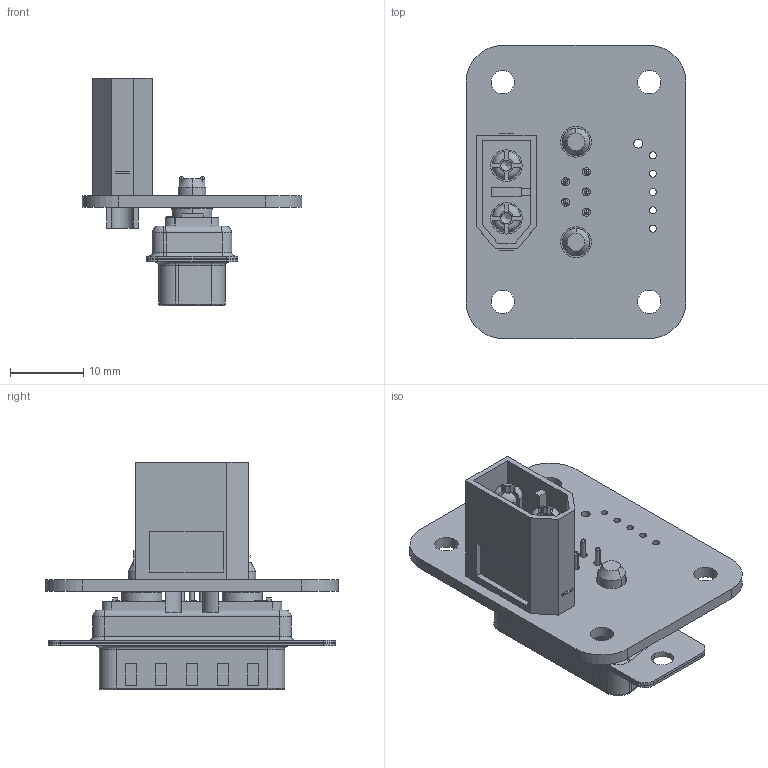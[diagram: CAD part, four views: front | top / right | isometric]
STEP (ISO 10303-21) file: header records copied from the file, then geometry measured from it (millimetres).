
FILE_DESCRIPTION(('KiCad electronic assembly'),'2;1');
FILE_NAME('Carte Rack Batterie Vertical V1.step','2021-10-25T01:38:41',( 'An Author'),('A Company'),'Open CASCADE STEP processor 6.9', 'KiCad to STEP converter','Unknown');
FILE_SCHEMA(('AUTOMOTIVE_DESIGN { 1 0 10303 214 1 1 1 1 }'));
Length unit declared in the file: millimetre
Products named in the file (6): Open CASCADE STEP translator 6.9 1; 681M7W2103L001; SOLID; AMASS_XT60-M_1x02_P7.2mm_Vertical; COMPOUND
Assembly tree (5 placements, depth 3):
  Open CASCADE STEP translator 6.9 1
    681M7W2103L001
      SOLID
    AMASS_XT60-M_1x02_P7.2mm_Vertical
      COMPOUND
    COMPOUND
Bounding box: 30 x 40 x 31.09 mm (x, y, z)
Volume: 4920.1 mm3; surface area: 7399 mm2
Topology: 5 solids, 5 shells, 673 faces, 1729 edges, 1096 vertices
Faces by surface type: plane 378, cylinder 145, bspline 74, sphere 40, torus 18, cone 12, revolution 6
Full cylindrical faces by diameter (mm): 0.95 x5, 1.09 x5, 1.2 x1, 3 x2, 3.2 x4, 4.22 x2, 4.3 x4, 4.5 x2, 6 x2
Entity records: 59236 total; most frequent: CARTESIAN_POINT 23182, DIRECTION 5628, LINE 3709, VECTOR 3709, ORIENTED_EDGE 3370, PCURVE 3370, DEFINITIONAL_REPRESENTATION 3370, EDGE_CURVE 1685
